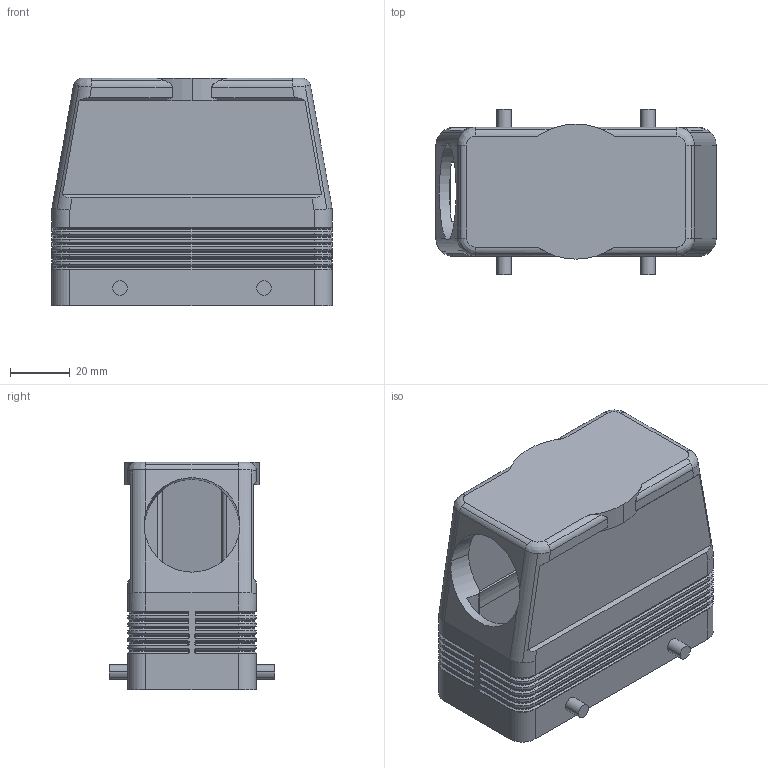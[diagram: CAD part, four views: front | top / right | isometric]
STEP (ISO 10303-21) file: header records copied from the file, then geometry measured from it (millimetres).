
FILE_DESCRIPTION(('CoCreate Modeling STEP Export'),'2;1');
FILE_NAME('MFON 16.32.stp','2011-04-19T13:42:27',(''),(''),'CoCreate Modeling STEP processor for AP214 (Solid Model)','CoCreate Modeling 16.00A 16-Aug-2008 (C) Parametric Technology GmbH','');
FILE_SCHEMA(('AUTOMOTIVE_DESIGN { 1 0 10303 214 1 1 1 1 }'));
Length unit declared in the file: millimetre
Products named in the file (2): MFON_16.32
Assembly tree (1 placements, depth 2):
  MFON_16.32
    MFON_16.32
Bounding box: 93.5 x 55.1 x 76 mm (x, y, z)
Surface area: 43794.5 mm2 (no closed solid volume)
Topology: 0 solids, 1 shells, 640 faces, 1578 edges, 907 vertices
Faces by surface type: cylinder 290, plane 169, torus 97, cone 56, bspline 28
Entity records: 27136 total; most frequent: CARTESIAN_POINT 8708, ORIENTED_EDGE 2986, DIRECTION 2670, EDGE_CURVE 1493, AXIS2_PLACEMENT_3D 972, VERTEX_POINT 878, VECTOR 726, LINE 726
